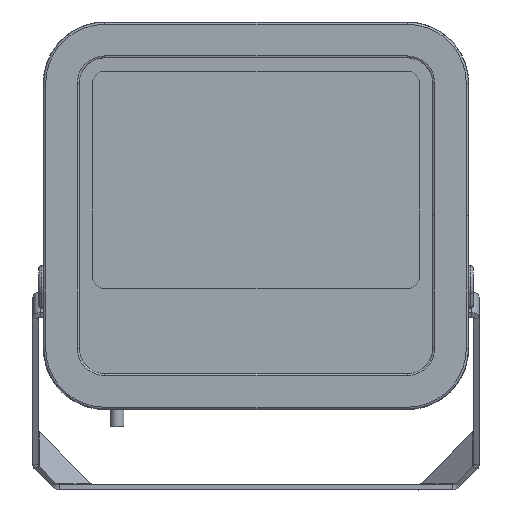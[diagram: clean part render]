
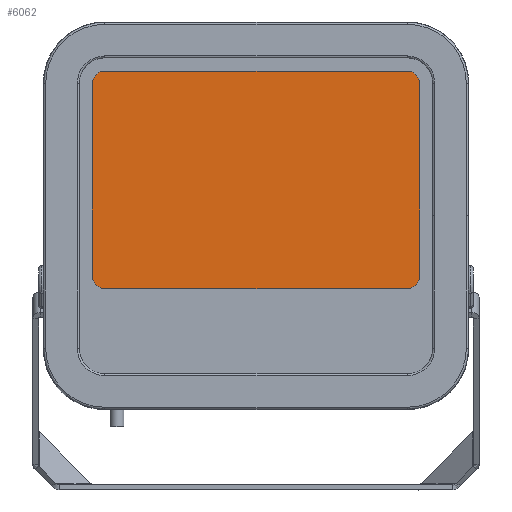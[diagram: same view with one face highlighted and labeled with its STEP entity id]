
A CAD part, top view. The second image highlights one B-rep face of the part: STEP entity #6062.
In plain terms, the highlighted face is planar.
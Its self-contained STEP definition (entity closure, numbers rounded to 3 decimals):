
#425 = CIRCLE ( 'NONE', #19813, 6.5 ) ;
#981 = DIRECTION ( 'NONE',  ( 0., 1., 0. ) ) ;
#1273 = ORIENTED_EDGE ( 'NONE', *, *, #3246, .T. ) ;
#1556 = AXIS2_PLACEMENT_3D ( 'NONE', #31903, #29262, #2852 ) ;
#2637 = DIRECTION ( 'NONE',  ( 0., 0., -1. ) ) ;
#2852 = DIRECTION ( 'NONE',  ( -1., 0., 0. ) ) ;
#3246 = EDGE_CURVE ( 'NONE', #5045, #19054, #425, .T. ) ;
#3438 = CARTESIAN_POINT ( 'NONE',  ( -80., 112.815, -92.353 ) ) ;
#4307 = CARTESIAN_POINT ( 'NONE',  ( 80., 221.315, -92.353 ) ) ;
#4991 = EDGE_CURVE ( 'NONE', #13502, #16405, #26089, .T. ) ;
#5045 = VERTEX_POINT ( 'NONE', #13407 ) ;
#5094 = VERTEX_POINT ( 'NONE', #17506 ) ;
#6062 = ADVANCED_FACE ( 'NONE', ( #10026 ), #13471, .T. ) ;
#6068 = DIRECTION ( 'NONE',  ( -1., 0., 0. ) ) ;
#6540 = CIRCLE ( 'NONE', #21016, 6.5 ) ;
#7991 = DIRECTION ( 'NONE',  ( 1., 0., 0. ) ) ;
#9238 = VECTOR ( 'NONE', #7991, 1000. ) ;
#10026 = FACE_OUTER_BOUND ( 'NONE', #36062, .T. ) ;
#10584 = VERTEX_POINT ( 'NONE', #36689 ) ;
#11155 = CARTESIAN_POINT ( 'NONE',  ( 80., 221.315, -92.353 ) ) ;
#12654 = ORIENTED_EDGE ( 'NONE', *, *, #21775, .T. ) ;
#13256 = DIRECTION ( 'NONE',  ( -1., 0., 0. ) ) ;
#13407 = CARTESIAN_POINT ( 'NONE',  ( -80., 106.315, -92.353 ) ) ;
#13471 = PLANE ( 'NONE',  #39316 ) ;
#13502 = VERTEX_POINT ( 'NONE', #11155 ) ;
#13645 = AXIS2_PLACEMENT_3D ( 'NONE', #19463, #23361, #22731 ) ;
#13809 = CARTESIAN_POINT ( 'NONE',  ( 86.5, 74.815, -92.353 ) ) ;
#14019 = DIRECTION ( 'NONE',  ( 0., -1., 0. ) ) ;
#14116 = CARTESIAN_POINT ( 'NONE',  ( 80., 74.815, -92.353 ) ) ;
#15130 = VERTEX_POINT ( 'NONE', #36428 ) ;
#15629 = CARTESIAN_POINT ( 'NONE',  ( 80., 112.815, -92.353 ) ) ;
#15985 = VERTEX_POINT ( 'NONE', #37297 ) ;
#16405 = VERTEX_POINT ( 'NONE', #24832 ) ;
#17506 = CARTESIAN_POINT ( 'NONE',  ( 80., 106.315, -92.353 ) ) ;
#17906 = ORIENTED_EDGE ( 'NONE', *, *, #21766, .T. ) ;
#19054 = VERTEX_POINT ( 'NONE', #39172 ) ;
#19307 = DIRECTION ( 'NONE',  ( -1., 0., 0. ) ) ;
#19463 = CARTESIAN_POINT ( 'NONE',  ( 80., 214.815, -92.353 ) ) ;
#19813 = AXIS2_PLACEMENT_3D ( 'NONE', #3438, #42895, #6068 ) ;
#21016 = AXIS2_PLACEMENT_3D ( 'NONE', #15629, #2637, #28818 ) ;
#21206 = VECTOR ( 'NONE', #981, 1000. ) ;
#21469 = ORIENTED_EDGE ( 'NONE', *, *, #24794, .T. ) ;
#21766 = EDGE_CURVE ( 'NONE', #5094, #5045, #35799, .T. ) ;
#21775 = EDGE_CURVE ( 'NONE', #15985, #5094, #6540, .T. ) ;
#22731 = DIRECTION ( 'NONE',  ( -1., 0., 0. ) ) ;
#23361 = DIRECTION ( 'NONE',  ( 0., 0., -1. ) ) ;
#24423 = LINE ( 'NONE', #4307, #9238 ) ;
#24667 = ORIENTED_EDGE ( 'NONE', *, *, #41961, .T. ) ;
#24794 = EDGE_CURVE ( 'NONE', #19054, #15130, #34145, .T. ) ;
#24832 = CARTESIAN_POINT ( 'NONE',  ( 86.5, 214.815, -92.353 ) ) ;
#26089 = CIRCLE ( 'NONE', #13645, 6.5 ) ;
#26230 = ORIENTED_EDGE ( 'NONE', *, *, #30238, .T. ) ;
#26342 = ORIENTED_EDGE ( 'NONE', *, *, #28500, .T. ) ;
#26893 = VECTOR ( 'NONE', #14019, 1000. ) ;
#26908 = ORIENTED_EDGE ( 'NONE', *, *, #4991, .T. ) ;
#28113 = VECTOR ( 'NONE', #19307, 1000. ) ;
#28500 = EDGE_CURVE ( 'NONE', #15130, #10584, #33387, .T. ) ;
#28818 = DIRECTION ( 'NONE',  ( -1., 0., 0. ) ) ;
#29262 = DIRECTION ( 'NONE',  ( 0., 0., -1. ) ) ;
#29715 = DIRECTION ( 'NONE',  ( 0., 0., -1. ) ) ;
#30238 = EDGE_CURVE ( 'NONE', #10584, #13502, #24423, .T. ) ;
#30656 = CARTESIAN_POINT ( 'NONE',  ( -86.5, 74.815, -92.353 ) ) ;
#31903 = CARTESIAN_POINT ( 'NONE',  ( -80., 214.815, -92.353 ) ) ;
#33118 = LINE ( 'NONE', #13809, #26893 ) ;
#33387 = CIRCLE ( 'NONE', #1556, 6.5 ) ;
#34145 = LINE ( 'NONE', #30656, #21206 ) ;
#35799 = LINE ( 'NONE', #38202, #28113 ) ;
#36062 = EDGE_LOOP ( 'NONE', ( #17906, #1273, #21469, #26342, #26230, #26908, #24667, #12654 ) ) ;
#36428 = CARTESIAN_POINT ( 'NONE',  ( -86.5, 214.815, -92.353 ) ) ;
#36689 = CARTESIAN_POINT ( 'NONE',  ( -80., 221.315, -92.353 ) ) ;
#37297 = CARTESIAN_POINT ( 'NONE',  ( 86.5, 112.815, -92.353 ) ) ;
#38202 = CARTESIAN_POINT ( 'NONE',  ( 80., 106.315, -92.353 ) ) ;
#39172 = CARTESIAN_POINT ( 'NONE',  ( -86.5, 112.815, -92.353 ) ) ;
#39316 = AXIS2_PLACEMENT_3D ( 'NONE', #14116, #29715, #13256 ) ;
#41961 = EDGE_CURVE ( 'NONE', #16405, #15985, #33118, .T. ) ;
#42895 = DIRECTION ( 'NONE',  ( 0., 0., -1. ) ) ;
